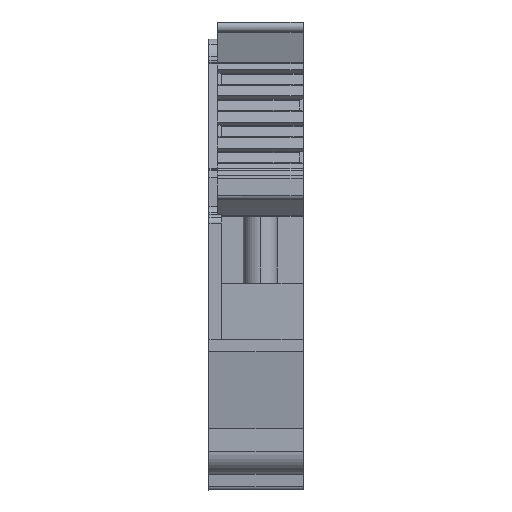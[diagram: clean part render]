
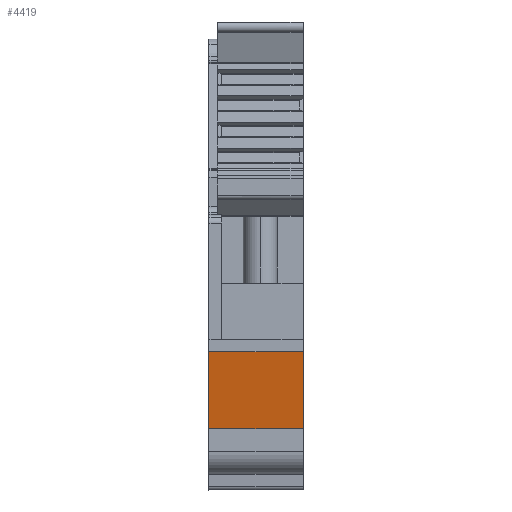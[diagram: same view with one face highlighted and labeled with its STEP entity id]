
A CAD part, front view. The second image highlights one B-rep face of the part: STEP entity #4419.
In plain terms, the highlighted planar face has unit normal (0, -0.985, -0.174).
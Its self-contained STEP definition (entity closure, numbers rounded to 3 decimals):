
#4399=AXIS2_PLACEMENT_3D('Plane Axis2P3D',#4396,#4397,#4398) ;
#1421=CARTESIAN_POINT('Vertex',(0.,8.362,5.146)) ;
#1424=CARTESIAN_POINT('Line Origine',(0.,7.391,10.653)) ;
#1428=CARTESIAN_POINT('Vertex',(0.,6.42,16.16)) ;
#4381=CARTESIAN_POINT('Vertex',(11.,8.362,5.146)) ;
#4384=CARTESIAN_POINT('Line Origine',(5.5,8.362,5.146)) ;
#4396=CARTESIAN_POINT('Axis2P3D Location',(5.5,8.362,5.146)) ;
#4401=CARTESIAN_POINT('Line Origine',(11.,7.391,10.653)) ;
#4405=CARTESIAN_POINT('Vertex',(11.,6.42,16.16)) ;
#4408=CARTESIAN_POINT('Line Origine',(5.5,6.42,16.16)) ;
#1425=DIRECTION('Vector Direction',(0.,0.174,-0.985)) ;
#4385=DIRECTION('Vector Direction',(1.,0.,0.)) ;
#4397=DIRECTION('Axis2P3D Direction',(0.,-0.985,-0.174)) ;
#4398=DIRECTION('Axis2P3D XDirection',(1.,0.,0.)) ;
#4402=DIRECTION('Vector Direction',(0.,-0.174,0.985)) ;
#4409=DIRECTION('Vector Direction',(1.,0.,0.)) ;
#1426=VECTOR('Line Direction',#1425,1.) ;
#4386=VECTOR('Line Direction',#4385,1.) ;
#4403=VECTOR('Line Direction',#4402,1.) ;
#4410=VECTOR('Line Direction',#4409,1.) ;
#4414=ORIENTED_EDGE('',*,*,#4407,.T.) ;
#4415=ORIENTED_EDGE('',*,*,#4412,.F.) ;
#4416=ORIENTED_EDGE('',*,*,#1430,.T.) ;
#4417=ORIENTED_EDGE('',*,*,#4388,.T.) ;
#4419=ADVANCED_FACE('KLTR',(#4418),#4400,.T.) ;
#1430=EDGE_CURVE('',#1429,#1422,#1427,.T.) ;
#4388=EDGE_CURVE('',#1422,#4382,#4387,.T.) ;
#4407=EDGE_CURVE('',#4382,#4406,#4404,.T.) ;
#4412=EDGE_CURVE('',#1429,#4406,#4411,.T.) ;
#4413=EDGE_LOOP('',(#4414,#4415,#4416,#4417)) ;
#4418=FACE_OUTER_BOUND('',#4413,.T.) ;
#1427=LINE('Line',#1424,#1426) ;
#4387=LINE('Line',#4384,#4386) ;
#4404=LINE('Line',#4401,#4403) ;
#4411=LINE('Line',#4408,#4410) ;
#4400=PLANE('',#4399) ;
#1422=VERTEX_POINT('',#1421) ;
#1429=VERTEX_POINT('',#1428) ;
#4382=VERTEX_POINT('',#4381) ;
#4406=VERTEX_POINT('',#4405) ;
